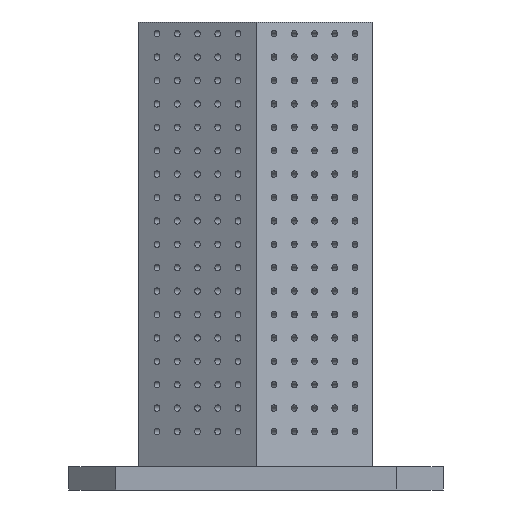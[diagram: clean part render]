
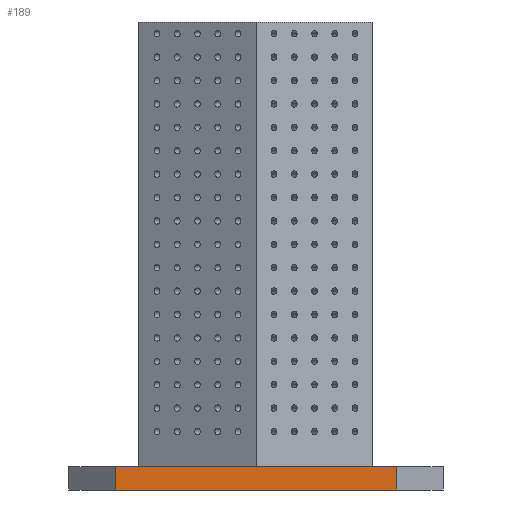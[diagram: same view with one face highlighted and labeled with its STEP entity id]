
A CAD part, left-side view. The second image highlights one B-rep face of the part: STEP entity #189.
In plain terms, the highlighted planar face has unit normal (-1, 0, 0).
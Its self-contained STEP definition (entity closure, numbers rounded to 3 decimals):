
#189 = ADVANCED_FACE( '', ( #2216 ), #2217, .F. );
#2216 = FACE_OUTER_BOUND( '', #5723, .T. );
#2217 = PLANE( '', #5724 );
#5723 = EDGE_LOOP( '', ( #10605, #10606, #10607, #10608 ) );
#5724 = AXIS2_PLACEMENT_3D( '', #10609, #10610, #10611 );
#10605 = ORIENTED_EDGE( '', *, *, #17882, .F. );
#10606 = ORIENTED_EDGE( '', *, *, #17887, .T. );
#10607 = ORIENTED_EDGE( '', *, *, #17873, .T. );
#10608 = ORIENTED_EDGE( '', *, *, #16025, .T. );
#10609 = CARTESIAN_POINT( '', ( -400., 400., 50. ) );
#10610 = DIRECTION( '', ( 1., 0., 0. ) );
#10611 = DIRECTION( '', ( 0., 1., 0. ) );
#16025 = EDGE_CURVE( '', #18451, #18448, #18452, .T. );
#17873 = EDGE_CURVE( '', #21935, #18451, #21936, .T. );
#17882 = EDGE_CURVE( '', #21951, #18448, #21953, .T. );
#17887 = EDGE_CURVE( '', #21951, #21935, #21961, .T. );
#18448 = VERTEX_POINT( '', #22526 );
#18451 = VERTEX_POINT( '', #22530 );
#18452 = LINE( '', #22531, #22532 );
#21935 = VERTEX_POINT( '', #28574 );
#21936 = LINE( '', #28575, #28576 );
#21951 = VERTEX_POINT( '', #28598 );
#21953 = LINE( '', #28601, #28602 );
#21961 = LINE( '', #28614, #28615 );
#22526 = CARTESIAN_POINT( '', ( -400., -300., 50. ) );
#22530 = CARTESIAN_POINT( '', ( -400., -300., 0. ) );
#22531 = CARTESIAN_POINT( '', ( -400., -300., 50. ) );
#22532 = VECTOR( '', #35055, 1000. );
#28574 = CARTESIAN_POINT( '', ( -400., 300., 0. ) );
#28575 = CARTESIAN_POINT( '', ( -400., 400., 0. ) );
#28576 = VECTOR( '', #39237, 1000. );
#28598 = CARTESIAN_POINT( '', ( -400., 300., 50. ) );
#28601 = CARTESIAN_POINT( '', ( -400., 400., 50. ) );
#28602 = VECTOR( '', #39246, 1000. );
#28614 = CARTESIAN_POINT( '', ( -400., 300., 50. ) );
#28615 = VECTOR( '', #39251, 1000. );
#35055 = DIRECTION( '', ( 0., 0., 1. ) );
#39237 = DIRECTION( '', ( 0., -1., 0. ) );
#39246 = DIRECTION( '', ( 0., -1., 0. ) );
#39251 = DIRECTION( '', ( 0., 0., -1. ) );
